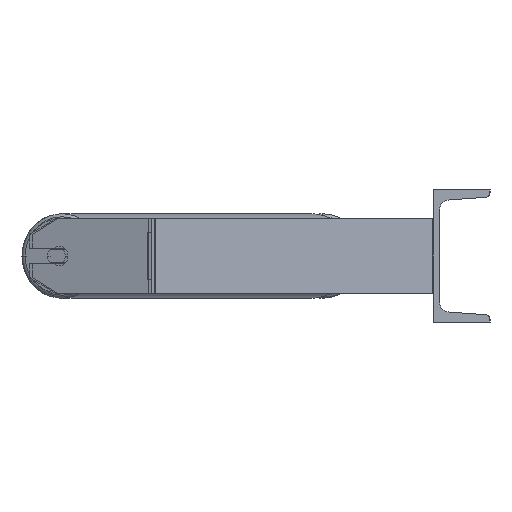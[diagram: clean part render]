
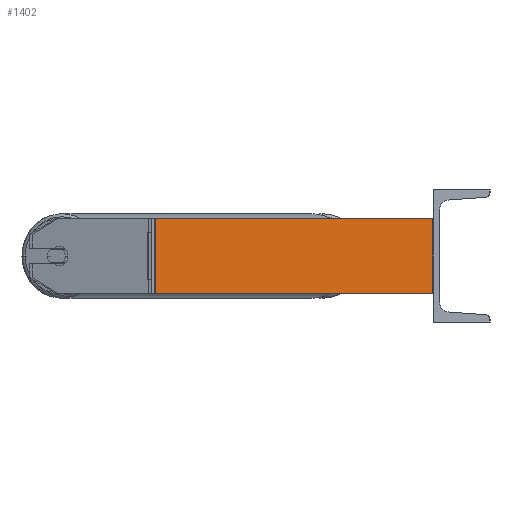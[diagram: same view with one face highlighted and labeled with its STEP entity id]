
A CAD part, left-side view. The second image highlights one B-rep face of the part: STEP entity #1402.
In plain terms, the highlighted planar face has unit normal (-0.996, -0.087, 0).
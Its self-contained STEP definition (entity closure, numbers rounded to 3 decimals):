
#100 = LINE ( 'NONE', #8690, #6307 ) ;
#292 = CARTESIAN_POINT ( 'NONE',  ( -1185., 0., 40. ) ) ;
#524 = ORIENTED_EDGE ( 'NONE', *, *, #3501, .T. ) ;
#667 = ORIENTED_EDGE ( 'NONE', *, *, #6405, .F. ) ;
#1105 = CARTESIAN_POINT ( 'NONE',  ( -1210.898, 296.01, -40. ) ) ;
#1252 = VECTOR ( 'NONE', #3896, 1000. ) ;
#1343 = DIRECTION ( 'NONE',  ( 0., 0., -1. ) ) ;
#1402 = ADVANCED_FACE ( 'NONE', ( #6040 ), #8067, .F. ) ;
#1630 = EDGE_CURVE ( 'NONE', #8661, #5040, #8609, .T. ) ;
#1728 = CARTESIAN_POINT ( 'NONE',  ( -1210.898, 296.01, 40. ) ) ;
#1962 = CARTESIAN_POINT ( 'NONE',  ( -1210.588, 292.476, -40. ) ) ;
#2271 = VECTOR ( 'NONE', #6005, 1000. ) ;
#3430 = CARTESIAN_POINT ( 'NONE',  ( -1210.588, 292.476, 40. ) ) ;
#3501 = EDGE_CURVE ( 'NONE', #7348, #8068, #4175, .T. ) ;
#3896 = DIRECTION ( 'NONE',  ( 0.087, -0.996, 0. ) ) ;
#4040 = LINE ( 'NONE', #1105, #1252 ) ;
#4175 = LINE ( 'NONE', #3430, #2271 ) ;
#5040 = VERTEX_POINT ( 'NONE', #5164 ) ;
#5108 = ORIENTED_EDGE ( 'NONE', *, *, #5639, .T. ) ;
#5164 = CARTESIAN_POINT ( 'NONE',  ( -1185., 0., -40. ) ) ;
#5196 = DIRECTION ( 'NONE',  ( 0.087, -0.996, 0. ) ) ;
#5216 = AXIS2_PLACEMENT_3D ( 'NONE', #1728, #6678, #8244 ) ;
#5639 = EDGE_CURVE ( 'NONE', #8068, #5040, #4040, .T. ) ;
#5756 = ORIENTED_EDGE ( 'NONE', *, *, #1630, .F. ) ;
#6005 = DIRECTION ( 'NONE',  ( 0., 0., -1. ) ) ;
#6040 = FACE_OUTER_BOUND ( 'NONE', #6522, .T. ) ;
#6307 = VECTOR ( 'NONE', #5196, 1000. ) ;
#6405 = EDGE_CURVE ( 'NONE', #7348, #8661, #100, .T. ) ;
#6522 = EDGE_LOOP ( 'NONE', ( #5108, #5756, #667, #524 ) ) ;
#6678 = DIRECTION ( 'NONE',  ( 0.996, 0.087, 0. ) ) ;
#7348 = VERTEX_POINT ( 'NONE', #8791 ) ;
#7688 = CARTESIAN_POINT ( 'NONE',  ( -1185., 0., 40. ) ) ;
#8067 = PLANE ( 'NONE',  #5216 ) ;
#8068 = VERTEX_POINT ( 'NONE', #1962 ) ;
#8244 = DIRECTION ( 'NONE',  ( -0.087, 0.996, 0. ) ) ;
#8609 = LINE ( 'NONE', #7688, #9035 ) ;
#8661 = VERTEX_POINT ( 'NONE', #292 ) ;
#8690 = CARTESIAN_POINT ( 'NONE',  ( -1210.898, 296.01, 40. ) ) ;
#8791 = CARTESIAN_POINT ( 'NONE',  ( -1210.588, 292.476, 40. ) ) ;
#9035 = VECTOR ( 'NONE', #1343, 1000. ) ;
